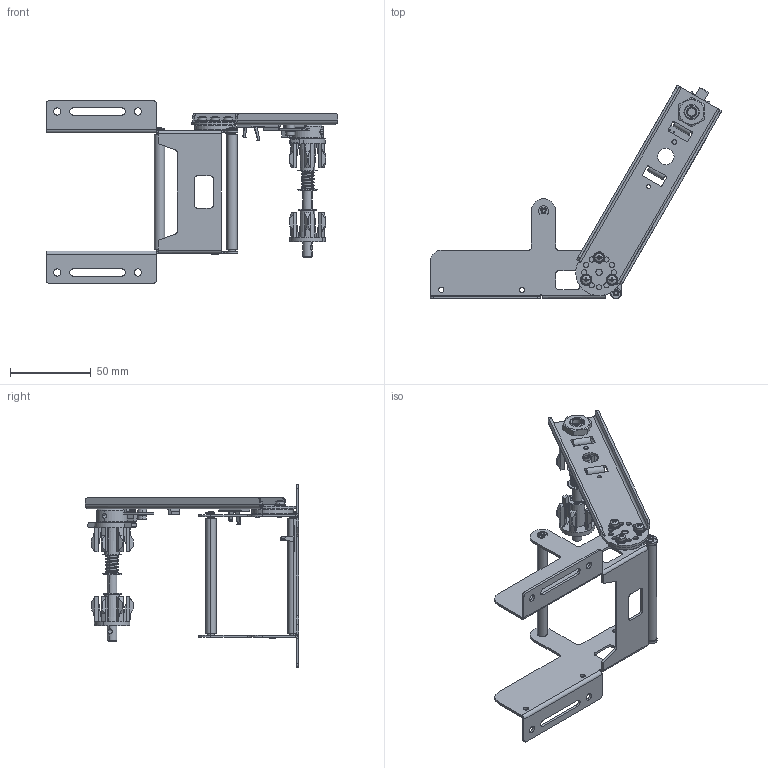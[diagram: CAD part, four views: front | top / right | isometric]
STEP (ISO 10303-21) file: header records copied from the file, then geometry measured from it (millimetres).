
FILE_DESCRIPTION((''),'2;1');
FILE_NAME('E1684201_PAPER_ROLL_HOLDER_ASM','2022-12-01T',('jozef.kellner'),(''),'CREO PARAMETRIC BY PTC INC, 2018360','CREO PARAMETRIC BY PTC INC, 2018360','');
FILE_SCHEMA(('AUTOMOTIVE_DESIGN { 1 0 10303 214 1 1 1 1 }'));
Length unit declared in the file: millimetre
Products named in the file (4): E1684201_A; E1684201_B; E1684201_C; E1684201_PAPER_ROLL_HOLDER_ASM
Assembly tree (3 placements, depth 2):
  E1684201_PAPER_ROLL_HOLDER_ASM
    E1684201_A
    E1684201_B
    E1684201_C
Bounding box: 181.36 x 132.5 x 113.3 mm (x, y, z)
Surface area: 54575.2 mm2 (no closed solid volume)
Topology: 0 solids, 6 shells, 991 faces, 2605 edges, 1666 vertices
Faces by surface type: plane 529, cylinder 322, cone 88, bspline 40, sphere 10, torus 2
Entity records: 44528 total; most frequent: CARTESIAN_POINT 13630, DIRECTION 5242, ORIENTED_EDGE 5184, EDGE_CURVE 2592, AXIS2_PLACEMENT_3D 1905, VERTEX_POINT 1666, VECTOR 1432, LINE 1432
